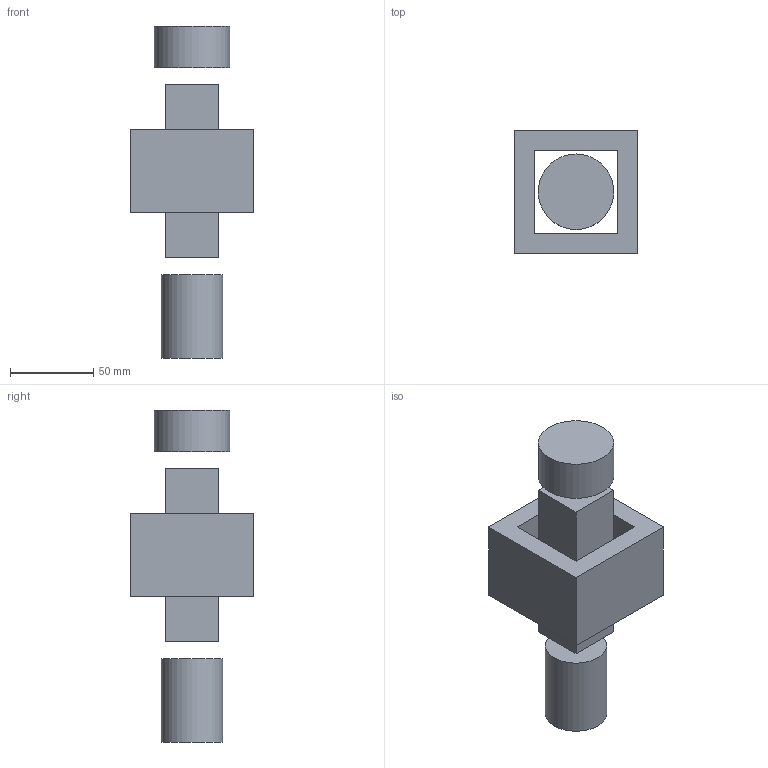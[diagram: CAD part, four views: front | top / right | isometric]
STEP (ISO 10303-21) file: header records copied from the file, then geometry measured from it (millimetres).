
FILE_DESCRIPTION(/* description */ ('TestTestTest'),/* implementation_level */ '2;1');
FILE_NAME(/* name */ 'test.stp',/* time_stamp */ '2023-02-24T11:31:51+08:00',/* author */ ('guo'),/* organization */ ('c2m'),/* preprocessor_version */ 'ST-DEVELOPER v16.7',/* originating_system */ 'SIEMENS PLM Software NX 12.0',/* authorisation */ '');
FILE_SCHEMA (('AUTOMOTIVE_DESIGN { 1 0 10303 214 3 1 1 1 }'));
Length unit declared in the file: millimetre
Products named in the file (7): part2; part1; part4; part3; Aseenbly1_MODEL; Assembly2_MODEL; test
Assembly tree (6 placements, depth 3):
  test
    Assembly2_MODEL
      part3
      part4
    Aseenbly1_MODEL
      part1
      part2
Bounding box: 74 x 74 x 199 mm (x, y, z)
Volume: 348472.7 mm3; surface area: 60770.6 mm2
Topology: 4 solids, 4 shells, 22 faces, 42 edges, 28 vertices
Faces by surface type: plane 20, cylinder 2
Full cylindrical faces by diameter (mm): 36.725 x1, 45.255 x1
Entity records: 700 total; most frequent: DIRECTION 102, CARTESIAN_POINT 97, ORIENTED_EDGE 80, EDGE_CURVE 40, LINE 36, VECTOR 36, AXIS2_PLACEMENT_3D 33, VERTEX_POINT 28
